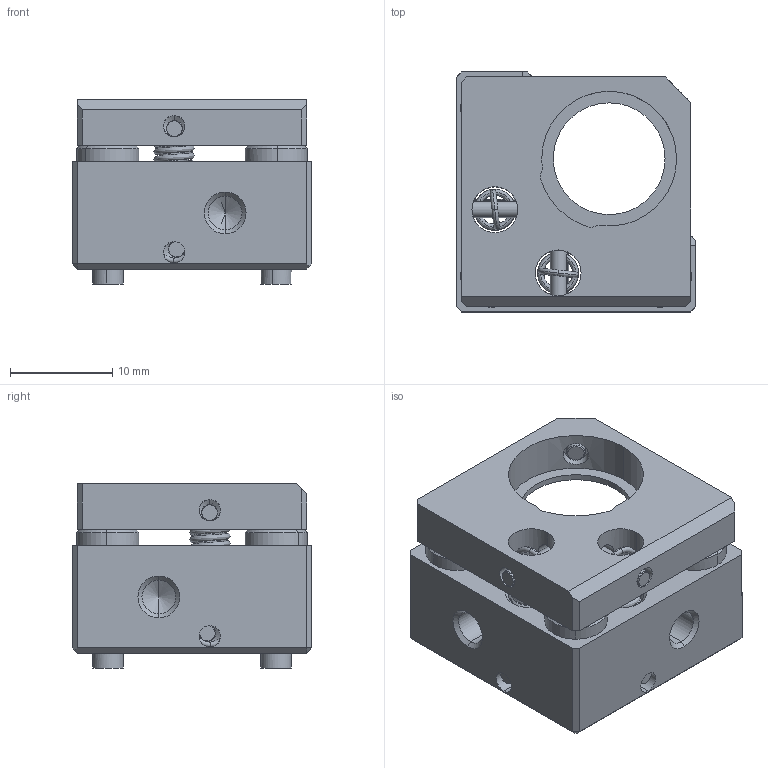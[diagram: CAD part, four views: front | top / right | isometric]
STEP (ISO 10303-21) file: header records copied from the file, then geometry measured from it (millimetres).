
FILE_DESCRIPTION (( 'STEP AP203' ), '1' );
FILE_NAME ('34721_Default.step', '2017-03-02T19:27:37', ( '' ), ( '' ), 'SwSTEP 2.0', 'SolidWorks 2016', '' );
FILE_SCHEMA (( 'CONFIG_CONTROL_DESIGN' ));
Length unit declared in the file: millimetre
Products named in the file (1): 34721_Default
Bounding box: 23.5 x 23.5 x 18.1 mm (x, y, z)
Volume: 4351 mm3; surface area: 4577.5 mm2
Topology: 7 solids, 16 shells, 544 faces, 1371 edges, 843 vertices
Faces by surface type: plane 190, cone 165, cylinder 155, torus 24, sphere 6, bspline 4
Entity records: 22440 total; most frequent: CARTESIAN_POINT 9349, DIRECTION 2831, ORIENTED_EDGE 2664, EDGE_CURVE 1332, AXIS2_PLACEMENT_3D 1131, VERTEX_POINT 834, EDGE_LOOP 608, CIRCLE 590
